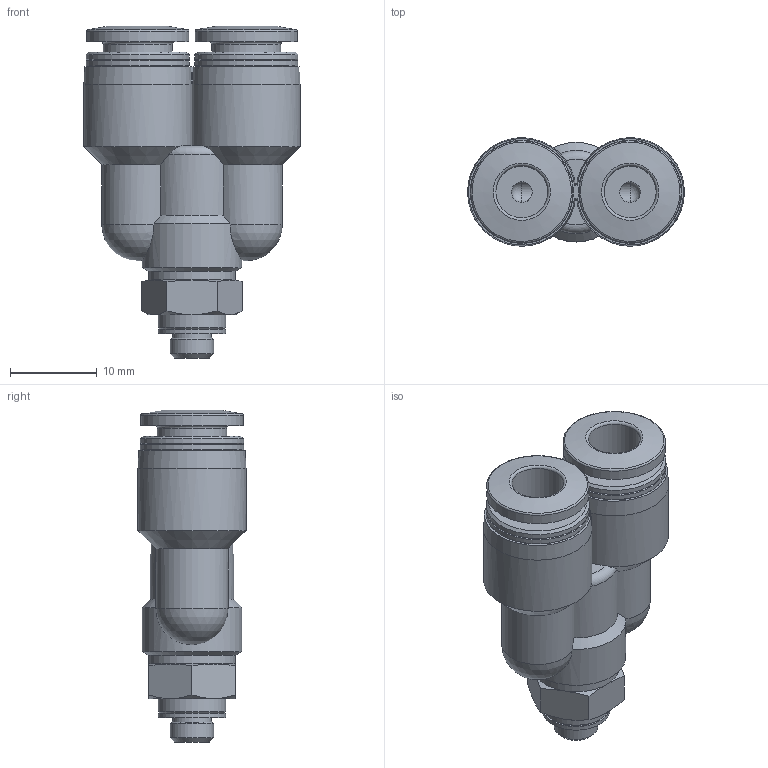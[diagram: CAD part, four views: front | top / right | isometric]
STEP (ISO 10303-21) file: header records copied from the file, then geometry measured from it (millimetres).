
FILE_DESCRIPTION(/* description */ ('STEP AP214'),/* implementation_level */ '2;1');
FILE_NAME(/* name */ '190674_QSY-M5-6',/* time_stamp */ '2024-09-14T22:16:46+02:00',/* author */ ('License CC BY-ND 4.0'),/* organization */ ('CADENAS'),/* preprocessor_version */ 'ST-DEVELOPER v19.3',/* originating_system */ 'PARTsolutions',/* authorisation */ ' ');
FILE_SCHEMA (('AUTOMOTIVE_DESIGN {1 0 10303 214 3 1 1}'));
Length unit declared in the file: millimetre
Products named in the file (1): 190674 QSY-M5-6
Bounding box: 25 x 12.5 x 38.3 mm (x, y, z)
Volume: 4818.3 mm3; surface area: 3581.4 mm2
Topology: 1 solids, 1 shells, 94 faces, 218 edges, 131 vertices
Faces by surface type: cone 33, cylinder 27, plane 22, torus 8, sphere 4
Full cylindrical faces by diameter (mm): 2.4 x4, 2.857 x1, 4.5 x1, 5 x1, 6 x2, 7.8 x2, 8 x2, 10 x1, 11.5 x1, 11.8 x2, 11.9 x4
Entity records: 3067 total; most frequent: CARTESIAN_POINT 527, DIRECTION 396, ORIENTED_EDGE 320, AXIS2_PLACEMENT_3D 187, EDGE_CURVE 160, EDGE_LOOP 150, FACE_BOUND 150, VERTEX_POINT 120
